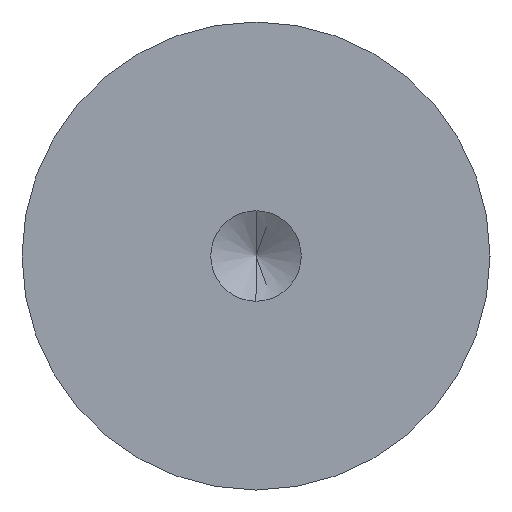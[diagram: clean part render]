
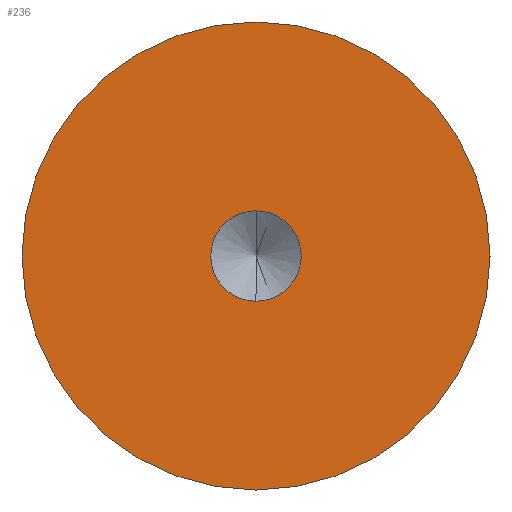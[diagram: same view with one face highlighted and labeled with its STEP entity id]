
A CAD part, left-side view. The second image highlights one B-rep face of the part: STEP entity #236.
In plain terms, the highlighted planar face has unit normal (-1, 0, 0).
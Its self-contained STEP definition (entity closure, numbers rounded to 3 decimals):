
#4 = AXIS2_PLACEMENT_3D ( 'NONE', #8, #9, #164 ) ;
#5 = ORIENTED_EDGE ( 'NONE', *, *, #117, .F. ) ;
#8 = CARTESIAN_POINT ( 'NONE',  ( 0., 0., 0. ) ) ;
#9 = DIRECTION ( 'NONE',  ( -1., 0., 0. ) ) ;
#12 = EDGE_LOOP ( 'NONE', ( #37, #5 ) ) ;
#20 = DIRECTION ( 'NONE',  ( 0., 0., 1. ) ) ;
#23 = CARTESIAN_POINT ( 'NONE',  ( 0., 0., 1.45 ) ) ;
#34 = DIRECTION ( 'NONE',  ( -1., 0., 0. ) ) ;
#37 = ORIENTED_EDGE ( 'NONE', *, *, #273, .F. ) ;
#42 = PLANE ( 'NONE',  #74 ) ;
#45 = CARTESIAN_POINT ( 'NONE',  ( 0., 0., 0. ) ) ;
#61 = CARTESIAN_POINT ( 'NONE',  ( 0., 0., 0. ) ) ;
#69 = AXIS2_PLACEMENT_3D ( 'NONE', #84, #218, #20 ) ;
#71 = EDGE_CURVE ( 'NONE', #224, #78, #263, .T. ) ;
#74 = AXIS2_PLACEMENT_3D ( 'NONE', #61, #88, #260 ) ;
#78 = VERTEX_POINT ( 'NONE', #188 ) ;
#84 = CARTESIAN_POINT ( 'NONE',  ( 0., 0., 0. ) ) ;
#87 = EDGE_CURVE ( 'NONE', #78, #224, #222, .T. ) ;
#88 = DIRECTION ( 'NONE',  ( 1., 0., 0. ) ) ;
#90 = FACE_OUTER_BOUND ( 'NONE', #94, .T. ) ;
#94 = EDGE_LOOP ( 'NONE', ( #250, #140 ) ) ;
#117 = EDGE_CURVE ( 'NONE', #142, #229, #119, .T. ) ;
#119 = CIRCLE ( 'NONE', #69, 1.45 ) ;
#122 = DIRECTION ( 'NONE',  ( 0., 0., 1. ) ) ;
#133 = CARTESIAN_POINT ( 'NONE',  ( 0., 0., -7.5 ) ) ;
#135 = FACE_BOUND ( 'NONE', #12, .T. ) ;
#140 = ORIENTED_EDGE ( 'NONE', *, *, #71, .T. ) ;
#142 = VERTEX_POINT ( 'NONE', #194 ) ;
#164 = DIRECTION ( 'NONE',  ( 0., 0., 1. ) ) ;
#188 = CARTESIAN_POINT ( 'NONE',  ( 0., 0., 7.5 ) ) ;
#194 = CARTESIAN_POINT ( 'NONE',  ( 0., 0., -1.45 ) ) ;
#196 = AXIS2_PLACEMENT_3D ( 'NONE', #251, #34, #122 ) ;
#197 = DIRECTION ( 'NONE',  ( -1., 0., 0. ) ) ;
#212 = DIRECTION ( 'NONE',  ( 0., 0., 1. ) ) ;
#215 = AXIS2_PLACEMENT_3D ( 'NONE', #45, #197, #212 ) ;
#218 = DIRECTION ( 'NONE',  ( -1., 0., 0. ) ) ;
#222 = CIRCLE ( 'NONE', #196, 7.5 ) ;
#224 = VERTEX_POINT ( 'NONE', #133 ) ;
#229 = VERTEX_POINT ( 'NONE', #23 ) ;
#236 = ADVANCED_FACE ( 'NONE', ( #135, #90 ), #42, .F. ) ;
#245 = CIRCLE ( 'NONE', #215, 1.45 ) ;
#250 = ORIENTED_EDGE ( 'NONE', *, *, #87, .T. ) ;
#251 = CARTESIAN_POINT ( 'NONE',  ( 0., 0., 0. ) ) ;
#260 = DIRECTION ( 'NONE',  ( 0., 0., -1. ) ) ;
#263 = CIRCLE ( 'NONE', #4, 7.5 ) ;
#273 = EDGE_CURVE ( 'NONE', #229, #142, #245, .T. ) ;
